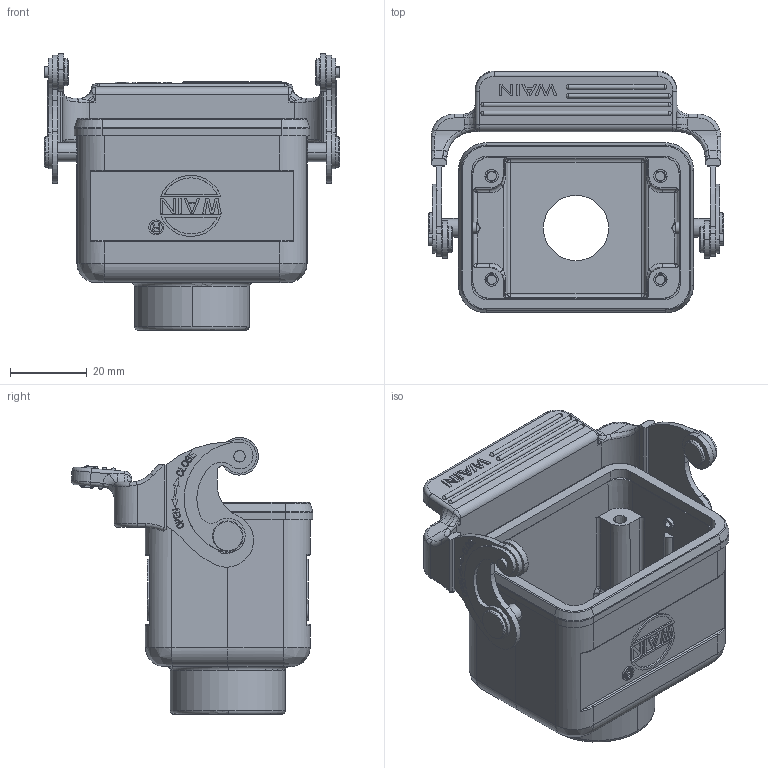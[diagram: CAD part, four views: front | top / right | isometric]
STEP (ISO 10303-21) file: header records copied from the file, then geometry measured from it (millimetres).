
FILE_DESCRIPTION((''),'2;1');
FILE_NAME('MANIFOLD_SOLID_BREP_13739','2020-09-29T',('lian.chen'),(''),'PRO/ENGINEER BY PARAMETRIC TECHNOLOGY CORPORATION, 2012480','PRO/ENGINEER BY PARAMETRIC TECHNOLOGY CORPORATION, 2012480','');
FILE_SCHEMA(('AUTOMOTIVE_DESIGN { 1 0 10303 214 1 1 1 1 }'));
Length unit declared in the file: millimetre
Products named in the file (1): MANIFOLD_SOLID_BREP_13739
Bounding box: 77 x 63.06 x 72.25 mm (x, y, z)
Volume: 52150 mm3; surface area: 30925.6 mm2
Topology: 4 solids, 15 shells, 1243 faces, 3273 edges, 2139 vertices
Faces by surface type: plane 597, extrusion 265, cylinder 192, cone 64, bspline 56, torus 49, sphere 20
Entity records: 43211 total; most frequent: CARTESIAN_POINT 13377, ORIENTED_EDGE 6496, DIRECTION 5305, EDGE_CURVE 3248, VECTOR 2141, VERTEX_POINT 2139, LINE 1876, AXIS2_PLACEMENT_3D 1582
